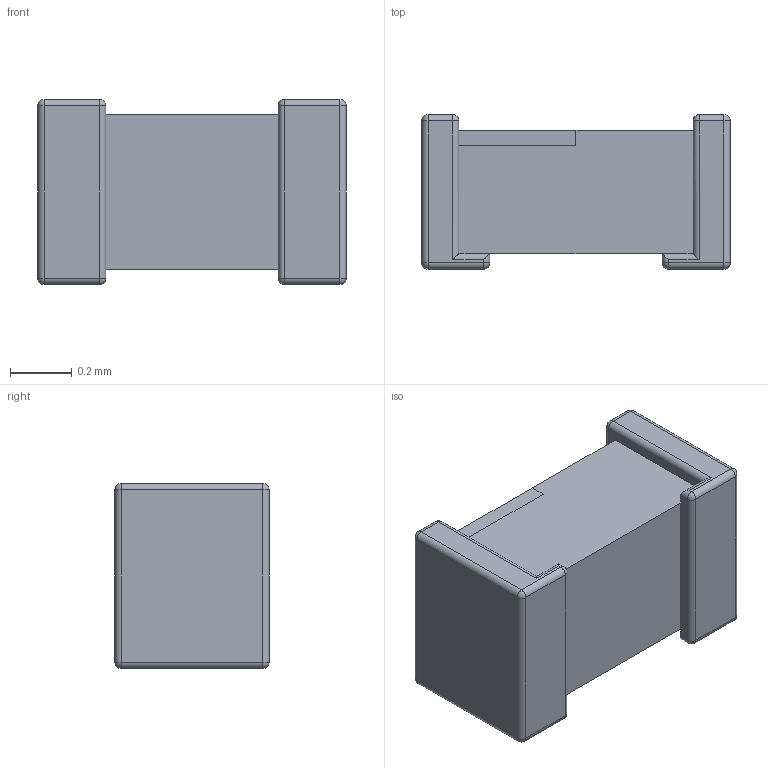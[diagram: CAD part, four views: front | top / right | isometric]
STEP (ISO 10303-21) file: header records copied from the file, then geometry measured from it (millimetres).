
FILE_DESCRIPTION (( 'STEP AP214' ), '1' );
FILE_NAME ('MHQ1005P1N7BT000.STEP', '2022-07-28T05:12:48', ( '' ), ( '' ), 'SwSTEP 2.0', 'SolidWorks 2018', '' );
FILE_SCHEMA (( 'AUTOMOTIVE_DESIGN' ));
Length unit declared in the file: millimetre
Products named in the file (1): MHQ1005P1N7BT000
Bounding box: 1 x 0.5 x 0.6 mm (x, y, z)
Volume: 0.2 mm3; surface area: 3.1 mm2
Topology: 2 solids, 2 shells, 78 faces, 178 edges, 88 vertices
Faces by surface type: cylinder 32, plane 30, sphere 16
Entity records: 2873 total; most frequent: DIRECTION 360, CARTESIAN_POINT 353, ORIENTED_EDGE 324, EDGE_CURVE 162, AXIS2_PLACEMENT_3D 127, LINE 106, VECTOR 106, VERTEX_POINT 88
